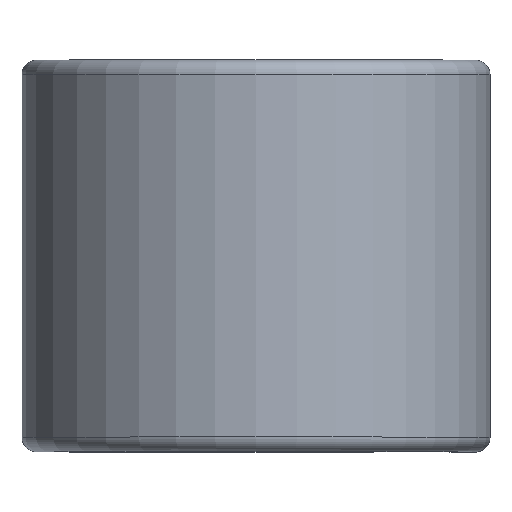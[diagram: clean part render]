
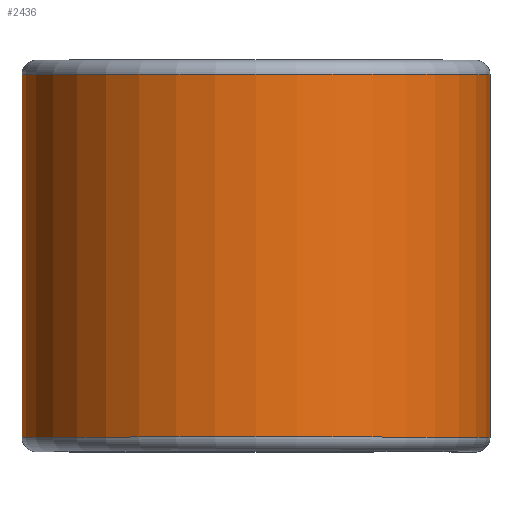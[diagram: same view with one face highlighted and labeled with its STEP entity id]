
A CAD part, top view. The second image highlights one B-rep face of the part: STEP entity #2436.
In plain terms, the highlighted cylindrical face has radius 12.332 mm (diameter 24.663 mm), a partial arc.
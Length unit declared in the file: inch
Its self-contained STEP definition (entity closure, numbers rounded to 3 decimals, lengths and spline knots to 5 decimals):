
#114 = ORIENTED_EDGE ( 'NONE', *, *, #796, .F. ) ;
#124 = CARTESIAN_POINT ( 'NONE',  ( 0., 0.37625, 0. ) ) ;
#140 = ORIENTED_EDGE ( 'NONE', *, *, #821, .T. ) ;
#247 = DIRECTION ( 'NONE',  ( 0., -1., 0. ) ) ;
#318 = DIRECTION ( 'NONE',  ( 0., 0., -1. ) ) ;
#444 = VECTOR ( 'NONE', #1791, 39.37008 ) ;
#446 = CIRCLE ( 'NONE', #1887, 0.4855 ) ;
#473 = CARTESIAN_POINT ( 'NONE',  ( 0.4855, -0.37625, 0. ) ) ;
#476 = LINE ( 'NONE', #1997, #444 ) ;
#549 = VERTEX_POINT ( 'NONE', #473 ) ;
#659 = EDGE_CURVE ( 'NONE', #1295, #1357, #1989, .T. ) ;
#796 = EDGE_CURVE ( 'NONE', #549, #1295, #939, .T. ) ;
#820 = EDGE_CURVE ( 'NONE', #549, #2112, #476, .T. ) ;
#821 = EDGE_CURVE ( 'NONE', #2112, #1357, #446, .T. ) ;
#887 = EDGE_LOOP ( 'NONE', ( #2372, #140, #1159, #114 ) ) ;
#939 = CIRCLE ( 'NONE', #1905, 0.4855 ) ;
#946 = VECTOR ( 'NONE', #2298, 39.37008 ) ;
#1063 = DIRECTION ( 'NONE',  ( 0., -1., 0. ) ) ;
#1159 = ORIENTED_EDGE ( 'NONE', *, *, #659, .F. ) ;
#1190 = CARTESIAN_POINT ( 'NONE',  ( 0., 0.375, 0. ) ) ;
#1200 = DIRECTION ( 'NONE',  ( 0., 0., -1. ) ) ;
#1218 = CARTESIAN_POINT ( 'NONE',  ( 0., -0.37625, -0.4855 ) ) ;
#1295 = VERTEX_POINT ( 'NONE', #1218 ) ;
#1335 = CARTESIAN_POINT ( 'NONE',  ( 0.4855, 0.37625, 0. ) ) ;
#1357 = VERTEX_POINT ( 'NONE', #1990 ) ;
#1358 = CARTESIAN_POINT ( 'NONE',  ( 0., 0.37625, -0.4855 ) ) ;
#1459 = DIRECTION ( 'NONE',  ( 0., -1., 0. ) ) ;
#1462 = CYLINDRICAL_SURFACE ( 'NONE', #2043, 0.4855 ) ;
#1791 = DIRECTION ( 'NONE',  ( 0., 1., 0. ) ) ;
#1887 = AXIS2_PLACEMENT_3D ( 'NONE', #124, #1459, #318 ) ;
#1905 = AXIS2_PLACEMENT_3D ( 'NONE', #2185, #1063, #2374 ) ;
#1989 = LINE ( 'NONE', #1358, #946 ) ;
#1990 = CARTESIAN_POINT ( 'NONE',  ( 0., 0.37625, -0.4855 ) ) ;
#1997 = CARTESIAN_POINT ( 'NONE',  ( 0.4855, 0.37625, 0. ) ) ;
#2043 = AXIS2_PLACEMENT_3D ( 'NONE', #1190, #247, #1200 ) ;
#2112 = VERTEX_POINT ( 'NONE', #1335 ) ;
#2185 = CARTESIAN_POINT ( 'NONE',  ( 0., -0.37625, 0. ) ) ;
#2298 = DIRECTION ( 'NONE',  ( 0., 1., 0. ) ) ;
#2363 = FACE_OUTER_BOUND ( 'NONE', #887, .T. ) ;
#2372 = ORIENTED_EDGE ( 'NONE', *, *, #820, .T. ) ;
#2374 = DIRECTION ( 'NONE',  ( 0., 0., -1. ) ) ;
#2436 = ADVANCED_FACE ( 'NONE', ( #2363 ), #1462, .T. ) ;
